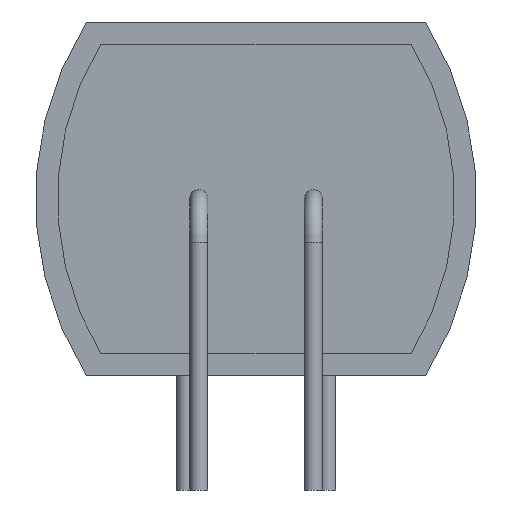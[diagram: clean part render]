
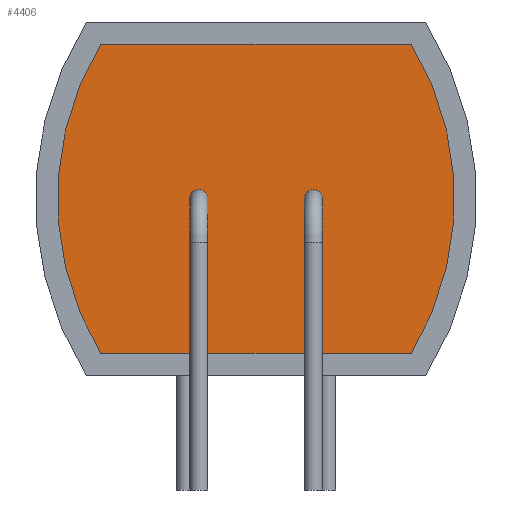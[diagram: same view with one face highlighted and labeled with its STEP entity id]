
A CAD part, left-side view. The second image highlights one B-rep face of the part: STEP entity #4406.
In plain terms, the highlighted planar face has unit normal (-1, 0, 0).
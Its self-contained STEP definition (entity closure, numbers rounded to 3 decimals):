
#4058 = VERTEX_POINT('',#4059);
#4059 = CARTESIAN_POINT('',(-4.99,-3.522,0.6));
#4065 = EDGE_CURVE('',#4058,#4066,#4068,.T.);
#4066 = VERTEX_POINT('',#4067);
#4067 = CARTESIAN_POINT('',(-4.99,-3.522,7.6));
#4068 = CIRCLE('',#4069,6.75);
#4069 = AXIS2_PLACEMENT_3D('',#4070,#4071,#4072);
#4070 = CARTESIAN_POINT('',(-4.99,2.25,4.1));
#4071 = DIRECTION('',(-1.,0.,0.));
#4072 = DIRECTION('',(0.,0.,-1.));
#4090 = EDGE_CURVE('',#4066,#4091,#4093,.T.);
#4091 = VERTEX_POINT('',#4092);
#4092 = CARTESIAN_POINT('',(-4.99,3.522,7.6));
#4093 = LINE('',#4094,#4095);
#4094 = CARTESIAN_POINT('',(-4.99,-3.522,7.6));
#4095 = VECTOR('',#4096,1.);
#4096 = DIRECTION('',(0.,1.,0.));
#4114 = EDGE_CURVE('',#4091,#4115,#4117,.T.);
#4115 = VERTEX_POINT('',#4116);
#4116 = CARTESIAN_POINT('',(-4.99,3.522,0.6));
#4117 = CIRCLE('',#4118,6.75);
#4118 = AXIS2_PLACEMENT_3D('',#4119,#4120,#4121);
#4119 = CARTESIAN_POINT('',(-4.99,-2.25,4.1));
#4120 = DIRECTION('',(-1.,0.,0.));
#4121 = DIRECTION('',(0.,0.,-1.));
#4139 = EDGE_CURVE('',#4058,#4115,#4140,.T.);
#4140 = LINE('',#4141,#4142);
#4141 = CARTESIAN_POINT('',(-4.99,-3.522,0.6));
#4142 = VECTOR('',#4143,1.);
#4143 = DIRECTION('',(0.,1.,0.));
#4406 = ADVANCED_FACE('',(#4407,#4413,#4424),#4435,.T.);
#4407 = FACE_BOUND('',#4408,.T.);
#4408 = EDGE_LOOP('',(#4409,#4410,#4411,#4412));
#4409 = ORIENTED_EDGE('',*,*,#4065,.T.);
#4410 = ORIENTED_EDGE('',*,*,#4090,.T.);
#4411 = ORIENTED_EDGE('',*,*,#4114,.T.);
#4412 = ORIENTED_EDGE('',*,*,#4139,.F.);
#4413 = FACE_BOUND('',#4414,.T.);
#4414 = EDGE_LOOP('',(#4415));
#4415 = ORIENTED_EDGE('',*,*,#4416,.F.);
#4416 = EDGE_CURVE('',#4417,#4417,#4419,.T.);
#4417 = VERTEX_POINT('',#4418);
#4418 = CARTESIAN_POINT('',(-4.99,-1.3,3.893));
#4419 = CIRCLE('',#4420,0.208);
#4420 = AXIS2_PLACEMENT_3D('',#4421,#4422,#4423);
#4421 = CARTESIAN_POINT('',(-4.99,-1.3,4.1));
#4422 = DIRECTION('',(-1.,0.,0.));
#4423 = DIRECTION('',(0.,0.,-1.));
#4424 = FACE_BOUND('',#4425,.T.);
#4425 = EDGE_LOOP('',(#4426));
#4426 = ORIENTED_EDGE('',*,*,#4427,.F.);
#4427 = EDGE_CURVE('',#4428,#4428,#4430,.T.);
#4428 = VERTEX_POINT('',#4429);
#4429 = CARTESIAN_POINT('',(-4.99,1.3,3.893));
#4430 = CIRCLE('',#4431,0.208);
#4431 = AXIS2_PLACEMENT_3D('',#4432,#4433,#4434);
#4432 = CARTESIAN_POINT('',(-4.99,1.3,4.1));
#4433 = DIRECTION('',(-1.,0.,0.));
#4434 = DIRECTION('',(0.,0.,-1.));
#4435 = PLANE('',#4436);
#4436 = AXIS2_PLACEMENT_3D('',#4437,#4438,#4439);
#4437 = CARTESIAN_POINT('',(-4.99,0.,4.1));
#4438 = DIRECTION('',(-1.,0.,0.));
#4439 = DIRECTION('',(0.,1.,0.));
